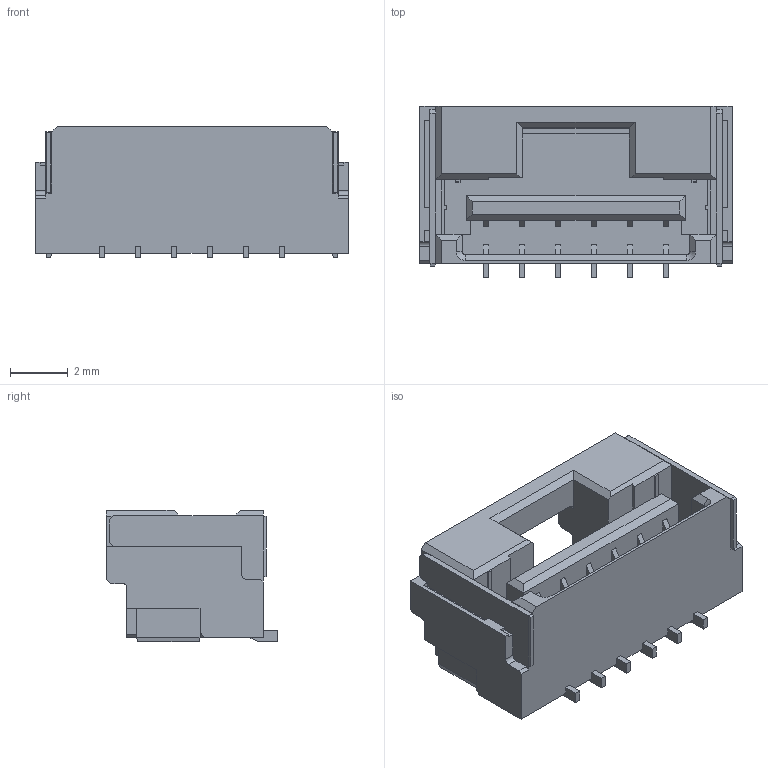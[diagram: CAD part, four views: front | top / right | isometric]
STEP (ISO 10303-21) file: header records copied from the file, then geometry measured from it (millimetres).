
FILE_DESCRIPTION( ( 'STEP AP214' ), '1' );
FILE_NAME( 'psolqas1307122359.stp', '2020-02-10T12:07:12', ( '' ), ( '' ), ' ', 'PARTsolutions', ' ' );
FILE_SCHEMA( ( 'AUTOMOTIVE_DESIGN { 1 0 10303 214 1 1 1 1 }' ) );
Length unit declared in the file: metre
Products named in the file (1): 1
Bounding box: 10.85 x 5.94 x 4.55 mm (x, y, z)
Volume: 148.6 mm3; surface area: 400 mm2
Topology: 1 solids, 1 shells, 290 faces, 826 edges, 536 vertices
Faces by surface type: plane 262, cylinder 26, cone 2
Entity records: 9251 total; most frequent: CARTESIAN_POINT 1653, ORIENTED_EDGE 1652, DIRECTION 1462, EDGE_CURVE 826, LINE 772, VECTOR 772, VERTEX_POINT 536, AXIS2_PLACEMENT_3D 345
